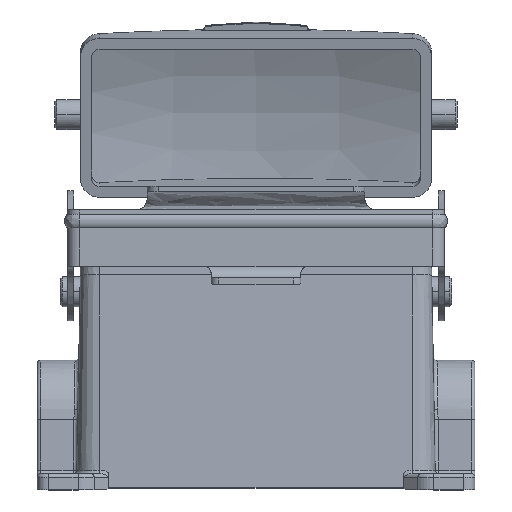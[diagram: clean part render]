
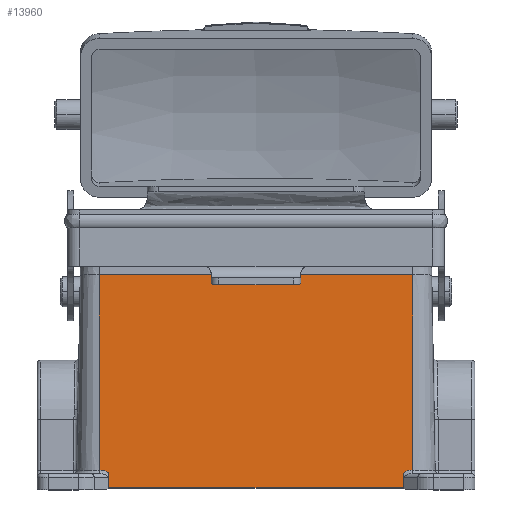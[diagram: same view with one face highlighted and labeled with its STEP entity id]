
A CAD part, top view. The second image highlights one B-rep face of the part: STEP entity #13960.
In plain terms, the highlighted planar face has unit normal (0, 0.018, 1).
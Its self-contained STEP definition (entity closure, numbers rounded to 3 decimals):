
#460 = DIRECTION ( 'NONE',  ( -1., 0., 0. ) ) ;
#553 = EDGE_CURVE ( 'NONE', #1842, #11458, #17899, .T. ) ;
#837 = CARTESIAN_POINT ( 'NONE',  ( 39.4, -58.001, 22.822 ) ) ;
#1113 = VERTEX_POINT ( 'NONE', #6982 ) ;
#1189 = DIRECTION ( 'NONE',  ( 0., 1., -0.017 ) ) ;
#1664 = EDGE_CURVE ( 'NONE', #11458, #22492, #17668, .T. ) ;
#1726 = CARTESIAN_POINT ( 'NONE',  ( -39.4, -58.001, 22.822 ) ) ;
#1809 = CARTESIAN_POINT ( 'NONE',  ( -41.731, -57.117, 22.807 ) ) ;
#1842 = VERTEX_POINT ( 'NONE', #4740 ) ;
#2296 = CARTESIAN_POINT ( 'NONE',  ( -41.875, -5., 21.897 ) ) ;
#2369 = EDGE_CURVE ( 'NONE', #18075, #21638, #6713, .T. ) ;
#2504 = CARTESIAN_POINT ( 'NONE',  ( -41.875, -57.117, 22.807 ) ) ;
#2588 = EDGE_CURVE ( 'NONE', #1113, #13891, #6396, .T. ) ;
#2729 = EDGE_CURVE ( 'NONE', #22492, #1113, #7433, .T. ) ;
#2740 = EDGE_CURVE ( 'NONE', #21876, #18075, #14163, .T. ) ;
#2772 = DIRECTION ( 'NONE',  ( 0., 0.017, 1. ) ) ;
#2906 = VERTEX_POINT ( 'NONE', #8696 ) ;
#3046 = CARTESIAN_POINT ( 'NONE',  ( 39.4, -58.001, 22.822 ) ) ;
#3372 = DIRECTION ( 'NONE',  ( 0., 1., -0.017 ) ) ;
#3486 = EDGE_CURVE ( 'NONE', #1842, #21638, #12682, .T. ) ;
#3757 = EDGE_CURVE ( 'NONE', #13891, #2906, #4435, .T. ) ;
#4116 = EDGE_CURVE ( 'NONE', #2906, #17205, #6706, .T. ) ;
#4395 = LINE ( 'NONE', #9287, #22805 ) ;
#4435 = LINE ( 'NONE', #16012, #9249 ) ;
#4446 = PLANE ( 'NONE',  #9997 ) ;
#4500 = CARTESIAN_POINT ( 'NONE',  ( 40.77, -57.117, 22.807 ) ) ;
#4577 = EDGE_CURVE ( 'NONE', #21876, #17205, #4395, .T. ) ;
#4740 = CARTESIAN_POINT ( 'NONE',  ( -39.4, -61.85, 22.89 ) ) ;
#5681 = DIRECTION ( 'NONE',  ( 0., 1., -0.017 ) ) ;
#5780 = ORIENTED_EDGE ( 'NONE', *, *, #553, .T. ) ;
#5840 = VECTOR ( 'NONE', #7767, 1000. ) ;
#6396 = LINE ( 'NONE', #18466, #5840 ) ;
#6473 = CARTESIAN_POINT ( 'NONE',  ( -41.731, -57.117, 22.807 ) ) ;
#6692 = CARTESIAN_POINT ( 'NONE',  ( -39.4, 0., 21.81 ) ) ;
#6706 = LINE ( 'NONE', #2296, #15197 ) ;
#6713 =( BOUNDED_CURVE ( )  B_SPLINE_CURVE ( 3, ( #6473, #20742, #10098, #22491 ),
 .UNSPECIFIED., .F., .T. ) 
 B_SPLINE_CURVE_WITH_KNOTS ( ( 4, 4 ),
 ( 1.595, 2.574 ),
 .UNSPECIFIED. ) 
 CURVE ( )  GEOMETRIC_REPRESENTATION_ITEM ( )  RATIONAL_B_SPLINE_CURVE ( ( 1., 0.922, 0.922, 1. ) ) 
 REPRESENTATION_ITEM ( '' )  );
#6841 = FACE_OUTER_BOUND ( 'NONE', #9139, .T. ) ;
#6982 = CARTESIAN_POINT ( 'NONE',  ( 41.731, -57.117, 22.807 ) ) ;
#7433 =( BOUNDED_CURVE ( )  B_SPLINE_CURVE ( 3, ( #837, #11691, #4500, #17103 ),
 .UNSPECIFIED., .F., .T. ) 
 B_SPLINE_CURVE_WITH_KNOTS ( ( 4, 4 ),
 ( 0.567, 1.546 ),
 .UNSPECIFIED. ) 
 CURVE ( )  GEOMETRIC_REPRESENTATION_ITEM ( )  RATIONAL_B_SPLINE_CURVE ( ( 1., 0.922, 0.922, 1. ) ) 
 REPRESENTATION_ITEM ( '' )  );
#7767 = DIRECTION ( 'NONE',  ( 1., 0., 0. ) ) ;
#8363 = VECTOR ( 'NONE', #9804, 1000. ) ;
#8374 = ORIENTED_EDGE ( 'NONE', *, *, #1664, .T. ) ;
#8507 = ORIENTED_EDGE ( 'NONE', *, *, #2729, .T. ) ;
#8521 = ORIENTED_EDGE ( 'NONE', *, *, #2369, .T. ) ;
#8696 = CARTESIAN_POINT ( 'NONE',  ( 41.875, -5., 21.897 ) ) ;
#9139 = EDGE_LOOP ( 'NONE', ( #8521, #22100, #5780, #8374, #8507, #9753, #20324, #9420, #10616, #14464 ) ) ;
#9249 = VECTOR ( 'NONE', #3372, 1000. ) ;
#9287 = CARTESIAN_POINT ( 'NONE',  ( -41.875, 0., 21.81 ) ) ;
#9420 = ORIENTED_EDGE ( 'NONE', *, *, #4116, .T. ) ;
#9753 = ORIENTED_EDGE ( 'NONE', *, *, #2588, .T. ) ;
#9804 = DIRECTION ( 'NONE',  ( 1., 0., 0. ) ) ;
#9997 = AXIS2_PLACEMENT_3D ( 'NONE', #13624, #2772, #15462 ) ;
#10098 = CARTESIAN_POINT ( 'NONE',  ( -39.927, -57.437, 22.813 ) ) ;
#10616 = ORIENTED_EDGE ( 'NONE', *, *, #4577, .F. ) ;
#11351 = CARTESIAN_POINT ( 'NONE',  ( 39.4, -61.85, 22.89 ) ) ;
#11458 = VERTEX_POINT ( 'NONE', #11351 ) ;
#11691 = CARTESIAN_POINT ( 'NONE',  ( 39.927, -57.437, 22.813 ) ) ;
#12651 = CARTESIAN_POINT ( 'NONE',  ( 41.875, -61.85, 22.89 ) ) ;
#12682 = LINE ( 'NONE', #6692, #15237 ) ;
#13510 = VECTOR ( 'NONE', #16304, 1000. ) ;
#13530 = CARTESIAN_POINT ( 'NONE',  ( -41.875, -57.117, 22.807 ) ) ;
#13624 = CARTESIAN_POINT ( 'NONE',  ( -41.875, 0., 21.81 ) ) ;
#13891 = VERTEX_POINT ( 'NONE', #16585 ) ;
#13960 = ADVANCED_FACE ( 'NONE', ( #6841 ), #4446, .T. ) ;
#14163 = LINE ( 'NONE', #13530, #22922 ) ;
#14464 = ORIENTED_EDGE ( 'NONE', *, *, #2740, .T. ) ;
#15197 = VECTOR ( 'NONE', #460, 1000. ) ;
#15237 = VECTOR ( 'NONE', #1189, 1000. ) ;
#15365 = DIRECTION ( 'NONE',  ( 1., 0., 0. ) ) ;
#15462 = DIRECTION ( 'NONE',  ( 0., -1., 0.017 ) ) ;
#16012 = CARTESIAN_POINT ( 'NONE',  ( 41.875, 0., 21.81 ) ) ;
#16304 = DIRECTION ( 'NONE',  ( 0., 1., -0.017 ) ) ;
#16585 = CARTESIAN_POINT ( 'NONE',  ( 41.875, -57.117, 22.807 ) ) ;
#17103 = CARTESIAN_POINT ( 'NONE',  ( 41.731, -57.117, 22.807 ) ) ;
#17205 = VERTEX_POINT ( 'NONE', #21674 ) ;
#17668 = LINE ( 'NONE', #19886, #13510 ) ;
#17899 = LINE ( 'NONE', #12651, #8363 ) ;
#18075 = VERTEX_POINT ( 'NONE', #1809 ) ;
#18466 = CARTESIAN_POINT ( 'NONE',  ( -41.875, -57.117, 22.807 ) ) ;
#19886 = CARTESIAN_POINT ( 'NONE',  ( 39.4, 0., 21.81 ) ) ;
#20324 = ORIENTED_EDGE ( 'NONE', *, *, #3757, .T. ) ;
#20742 = CARTESIAN_POINT ( 'NONE',  ( -40.77, -57.117, 22.807 ) ) ;
#21638 = VERTEX_POINT ( 'NONE', #1726 ) ;
#21674 = CARTESIAN_POINT ( 'NONE',  ( -41.875, -5., 21.897 ) ) ;
#21876 = VERTEX_POINT ( 'NONE', #2504 ) ;
#22100 = ORIENTED_EDGE ( 'NONE', *, *, #3486, .F. ) ;
#22491 = CARTESIAN_POINT ( 'NONE',  ( -39.4, -58.001, 22.822 ) ) ;
#22492 = VERTEX_POINT ( 'NONE', #3046 ) ;
#22805 = VECTOR ( 'NONE', #5681, 1000. ) ;
#22922 = VECTOR ( 'NONE', #15365, 1000. ) ;
